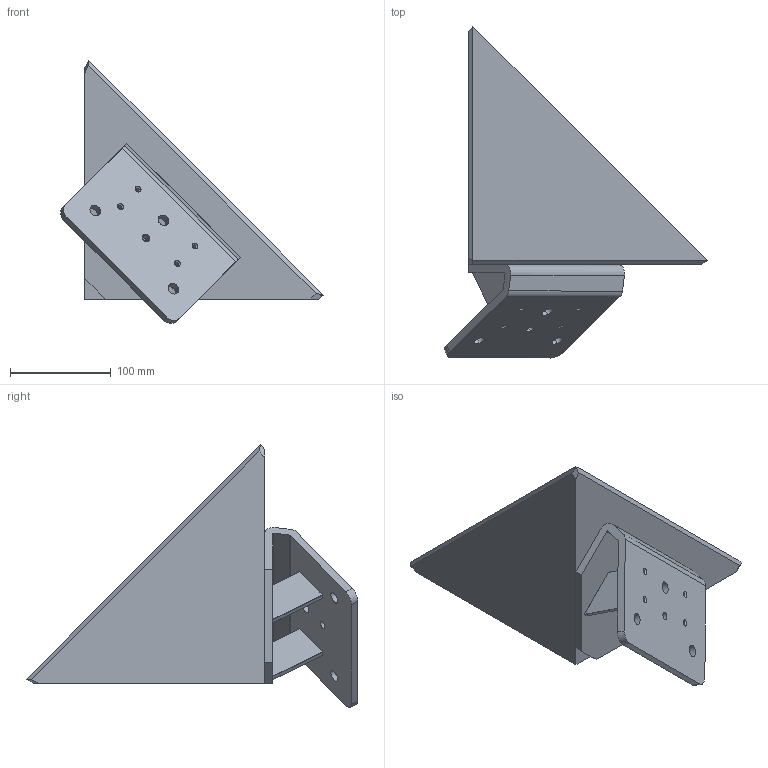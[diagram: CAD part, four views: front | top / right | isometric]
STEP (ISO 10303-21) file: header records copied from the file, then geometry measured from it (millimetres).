
FILE_DESCRIPTION (( 'STEP AP214' ), '1' );
FILE_NAME ('FMWRL1300_3D.step', '2023-10-23T16:47:49', ( '' ), ( '' ), 'SwSTEP 2.0', 'SolidWorks 2022', '' );
FILE_SCHEMA (( 'AUTOMOTIVE_DESIGN' ));
Length unit declared in the file: inch
Products named in the file (5): Copy of 330 Ö§¼Ü^330 Ö§¼Ü×°ÅäÌå_FMWRL1300; Copy of 330 Ö§³Å^330 Ö§¼Ü×°ÅäÌå_FMWRL1300; 330^FMWRL1300; 330 Ö§¼Ü×°ÅäÌå^FMWRL1300; FMWRL1300_3D
Assembly tree (5 placements, depth 3):
  FMWRL1300_3D
    330^FMWRL1300
    330 Ö§¼Ü×°ÅäÌå^FMWRL1300
      Copy of 330 Ö§³Å^330 Ö§¼Ü×°ÅäÌå_FMWRL1300  x2
      Copy of 330 Ö§¼Ü^330 Ö§¼Ü×°ÅäÌå_FMWRL1300
Bounding box: 261.62 x 330.11 x 261.61 mm (x, y, z)
Volume: 630785.1 mm3; surface area: 258304.5 mm2
Topology: 4 solids, 4 shells, 123 faces, 279 edges, 160 vertices
Faces by surface type: plane 76, cylinder 31, cone 16
Entity records: 2741 total; most frequent: DIRECTION 469, CARTESIAN_POINT 431, ORIENTED_EDGE 414, EDGE_CURVE 207, AXIS2_PLACEMENT_3D 164, VECTOR 141, LINE 141, VERTEX_POINT 126
